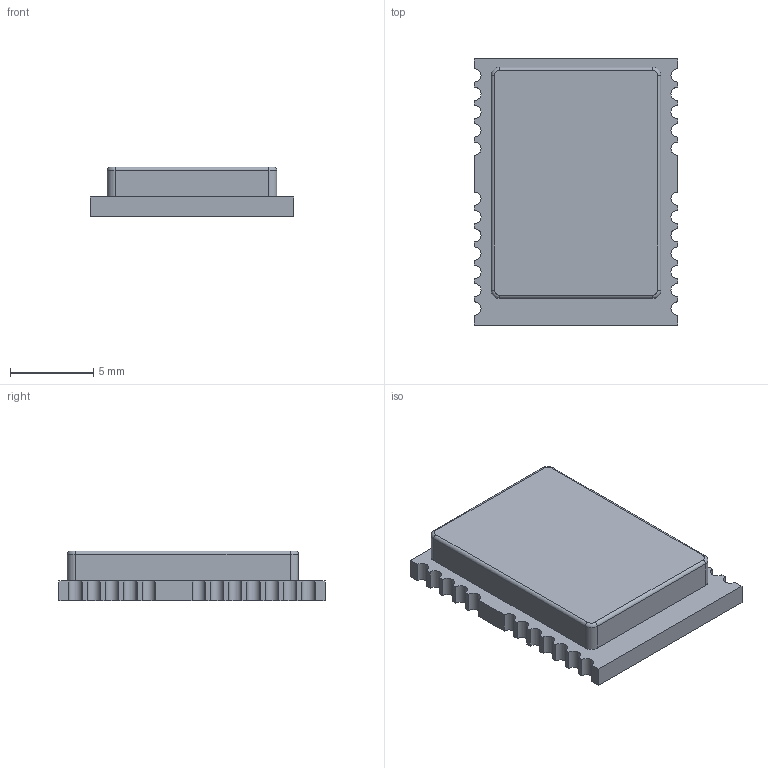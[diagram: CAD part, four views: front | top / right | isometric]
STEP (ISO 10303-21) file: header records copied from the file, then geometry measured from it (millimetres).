
FILE_DESCRIPTION(/* description */ (''),/* implementation_level */ '2;1');
FILE_NAME(/* name */ 'Orion-B16-MOCKUP v2.step',/* time_stamp */ '2022-08-20T10:50:36+08:00',/* author */ (''),/* organization */ (''),/* preprocessor_version */ 'ST-DEVELOPER v19',/* originating_system */ 'Autodesk Translation Framework v11.7.0.108',/* authorisation */ '');
FILE_SCHEMA (('AUTOMOTIVE_DESIGN { 1 0 10303 214 3 1 1 }'));
Length unit declared in the file: millimetre
Products named in the file (3): Orion-B16-MOCKUP; PCB; Shell
Assembly tree (2 placements, depth 2):
  Orion-B16-MOCKUP
    PCB
    Shell
Bounding box: 12.2 x 16 x 3 mm (x, y, z)
Volume: 481.4 mm3; surface area: 823.4 mm2
Topology: 2 solids, 2 shells, 72 faces, 196 edges, 128 vertices
Faces by surface type: plane 36, cylinder 32, torus 4
Entity records: 2433 total; most frequent: DIRECTION 420, CARTESIAN_POINT 402, ORIENTED_EDGE 392, EDGE_CURVE 196, AXIS2_PLACEMENT_3D 146, LINE 128, VECTOR 128, VERTEX_POINT 128
